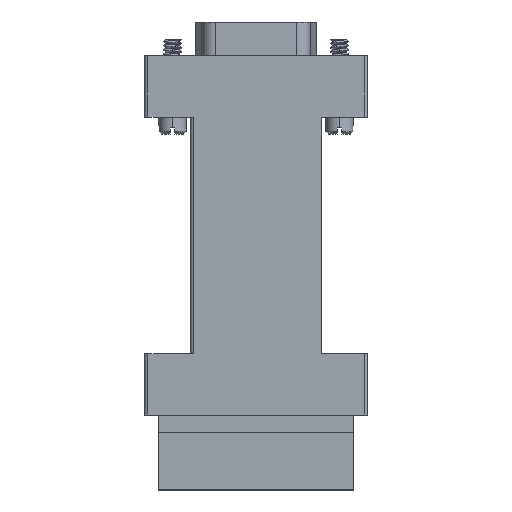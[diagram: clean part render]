
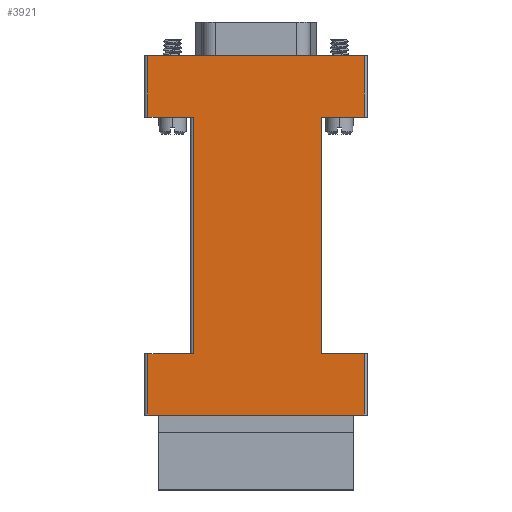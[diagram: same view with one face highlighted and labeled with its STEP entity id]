
A CAD part, top view. The second image highlights one B-rep face of the part: STEP entity #3921.
In plain terms, the highlighted planar face has unit normal (0, 0, 1).
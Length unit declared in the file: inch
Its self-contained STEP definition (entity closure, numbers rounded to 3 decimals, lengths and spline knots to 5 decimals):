
#161 = EDGE_CURVE ( 'NONE', #7591, #5191, #3586, .T. ) ;
#404 = EDGE_CURVE ( 'NONE', #14615, #5168, #11320, .T. ) ;
#604 = EDGE_CURVE ( 'NONE', #2248, #11475, #2284, .T. ) ;
#623 = VERTEX_POINT ( 'NONE', #5164 ) ;
#908 = PLANE ( 'NONE',  #1881 ) ;
#932 = LINE ( 'NONE', #11453, #9947 ) ;
#1037 = CARTESIAN_POINT ( 'NONE',  ( -0.365, -0.695, 0.32 ) ) ;
#1574 = DIRECTION ( 'NONE',  ( 0., 1., 0. ) ) ;
#1832 = ORIENTED_EDGE ( 'NONE', *, *, #3798, .T. ) ;
#1881 = AXIS2_PLACEMENT_3D ( 'NONE', #2121, #10352, #3301 ) ;
#1888 = CARTESIAN_POINT ( 'NONE',  ( 0.635, -1.055, 0.32 ) ) ;
#1893 = EDGE_CURVE ( 'NONE', #5168, #2248, #6027, .T. ) ;
#2121 = CARTESIAN_POINT ( 'NONE',  ( 0., -1.93734, 0.32 ) ) ;
#2157 = ORIENTED_EDGE ( 'NONE', *, *, #1893, .T. ) ;
#2248 = VERTEX_POINT ( 'NONE', #1888 ) ;
#2284 = LINE ( 'NONE', #14585, #8537 ) ;
#2484 = EDGE_CURVE ( 'NONE', #11584, #623, #3812, .T. ) ;
#2562 = CARTESIAN_POINT ( 'NONE',  ( 0.385, -1.93734, 0.32 ) ) ;
#2587 = EDGE_CURVE ( 'NONE', #5671, #13225, #5073, .T. ) ;
#2887 = VECTOR ( 'NONE', #6357, 39.37008 ) ;
#3176 = DIRECTION ( 'NONE',  ( 0., -1., 0. ) ) ;
#3301 = DIRECTION ( 'NONE',  ( 1., 0., 0. ) ) ;
#3339 = CARTESIAN_POINT ( 'NONE',  ( -0.635, 0.695, 0.32 ) ) ;
#3586 = LINE ( 'NONE', #9209, #6332 ) ;
#3798 = EDGE_CURVE ( 'NONE', #11584, #5671, #9125, .T. ) ;
#3812 = LINE ( 'NONE', #2562, #4188 ) ;
#3921 = ADVANCED_FACE ( 'NONE', ( #11340 ), #908, .T. ) ;
#4188 = VECTOR ( 'NONE', #10785, 39.37008 ) ;
#4321 = VECTOR ( 'NONE', #5285, 39.37008 ) ;
#4341 = EDGE_CURVE ( 'NONE', #12866, #7591, #10379, .T. ) ;
#4382 = DIRECTION ( 'NONE',  ( 1., 0., 0. ) ) ;
#4438 = CARTESIAN_POINT ( 'NONE',  ( -0.635, -0.695, 0.32 ) ) ;
#4497 = DIRECTION ( 'NONE',  ( 0., -1., 0. ) ) ;
#4531 = EDGE_CURVE ( 'NONE', #5191, #12211, #14094, .T. ) ;
#4623 = ORIENTED_EDGE ( 'NONE', *, *, #2587, .T. ) ;
#4637 = VECTOR ( 'NONE', #4497, 39.37008 ) ;
#4882 = ORIENTED_EDGE ( 'NONE', *, *, #10683, .F. ) ;
#4952 = DIRECTION ( 'NONE',  ( 1., 0., 0. ) ) ;
#5035 = CARTESIAN_POINT ( 'NONE',  ( 0.635, -1.93734, 0.32 ) ) ;
#5073 = LINE ( 'NONE', #5035, #10612 ) ;
#5162 = CARTESIAN_POINT ( 'NONE',  ( 0., 0.695, 0.32 ) ) ;
#5164 = CARTESIAN_POINT ( 'NONE',  ( 0.385, -0.695, 0.32 ) ) ;
#5168 = VERTEX_POINT ( 'NONE', #7531 ) ;
#5191 = VERTEX_POINT ( 'NONE', #8768 ) ;
#5285 = DIRECTION ( 'NONE',  ( 1., 0., 0. ) ) ;
#5559 = ORIENTED_EDGE ( 'NONE', *, *, #4341, .T. ) ;
#5630 = ORIENTED_EDGE ( 'NONE', *, *, #2484, .F. ) ;
#5671 = VERTEX_POINT ( 'NONE', #13146 ) ;
#6027 = LINE ( 'NONE', #14783, #12702 ) ;
#6051 = CARTESIAN_POINT ( 'NONE',  ( -0.365, -0.695, 0.32 ) ) ;
#6078 = CARTESIAN_POINT ( 'NONE',  ( -0.635, 1.055, 0.32 ) ) ;
#6332 = VECTOR ( 'NONE', #8033, 39.37008 ) ;
#6357 = DIRECTION ( 'NONE',  ( 1., 0., 0. ) ) ;
#6617 = ORIENTED_EDGE ( 'NONE', *, *, #4531, .T. ) ;
#7428 = DIRECTION ( 'NONE',  ( 0., -1., 0. ) ) ;
#7439 = DIRECTION ( 'NONE',  ( 0., 1., 0. ) ) ;
#7531 = CARTESIAN_POINT ( 'NONE',  ( -0.635, -1.055, 0.32 ) ) ;
#7591 = VERTEX_POINT ( 'NONE', #3339 ) ;
#7682 = DIRECTION ( 'NONE',  ( 1., 0., 0. ) ) ;
#8033 = DIRECTION ( 'NONE',  ( 1., 0., 0. ) ) ;
#8110 = ORIENTED_EDGE ( 'NONE', *, *, #11957, .F. ) ;
#8537 = VECTOR ( 'NONE', #7439, 39.37008 ) ;
#8675 = CARTESIAN_POINT ( 'NONE',  ( 0.635, -0.695, 0.32 ) ) ;
#8768 = CARTESIAN_POINT ( 'NONE',  ( -0.365, 0.695, 0.32 ) ) ;
#9125 = LINE ( 'NONE', #5162, #2887 ) ;
#9162 = ORIENTED_EDGE ( 'NONE', *, *, #161, .T. ) ;
#9209 = CARTESIAN_POINT ( 'NONE',  ( 0., 0.695, 0.32 ) ) ;
#9265 = VECTOR ( 'NONE', #4952, 39.37008 ) ;
#9947 = VECTOR ( 'NONE', #4382, 39.37008 ) ;
#10233 = ORIENTED_EDGE ( 'NONE', *, *, #13030, .F. ) ;
#10242 = CARTESIAN_POINT ( 'NONE',  ( -0.635, 0.695, 0.32 ) ) ;
#10352 = DIRECTION ( 'NONE',  ( 0., 0., 1. ) ) ;
#10379 = LINE ( 'NONE', #10242, #10755 ) ;
#10504 = CARTESIAN_POINT ( 'NONE',  ( 0.635, 1.055, 0.32 ) ) ;
#10612 = VECTOR ( 'NONE', #1574, 39.37008 ) ;
#10683 = EDGE_CURVE ( 'NONE', #12866, #13225, #13377, .T. ) ;
#10755 = VECTOR ( 'NONE', #3176, 39.37008 ) ;
#10785 = DIRECTION ( 'NONE',  ( 0., -1., 0. ) ) ;
#10935 = CARTESIAN_POINT ( 'NONE',  ( -0.635, -1.055, 0.32 ) ) ;
#11168 = CARTESIAN_POINT ( 'NONE',  ( 0.385, 0.695, 0.32 ) ) ;
#11320 = LINE ( 'NONE', #10935, #14111 ) ;
#11340 = FACE_OUTER_BOUND ( 'NONE', #13532, .T. ) ;
#11453 = CARTESIAN_POINT ( 'NONE',  ( 0., -0.695, 0.32 ) ) ;
#11475 = VERTEX_POINT ( 'NONE', #8675 ) ;
#11584 = VERTEX_POINT ( 'NONE', #11168 ) ;
#11817 = ORIENTED_EDGE ( 'NONE', *, *, #604, .T. ) ;
#11957 = EDGE_CURVE ( 'NONE', #14615, #12211, #12432, .T. ) ;
#12211 = VERTEX_POINT ( 'NONE', #6051 ) ;
#12373 = CARTESIAN_POINT ( 'NONE',  ( 0., 1.055, 0.32 ) ) ;
#12432 = LINE ( 'NONE', #14430, #9265 ) ;
#12702 = VECTOR ( 'NONE', #7682, 39.37008 ) ;
#12866 = VERTEX_POINT ( 'NONE', #6078 ) ;
#13030 = EDGE_CURVE ( 'NONE', #623, #11475, #932, .T. ) ;
#13146 = CARTESIAN_POINT ( 'NONE',  ( 0.635, 0.695, 0.32 ) ) ;
#13225 = VERTEX_POINT ( 'NONE', #10504 ) ;
#13377 = LINE ( 'NONE', #12373, #4321 ) ;
#13532 = EDGE_LOOP ( 'NONE', ( #8110, #15131, #2157, #11817, #10233, #5630, #1832, #4623, #4882, #5559, #9162, #6617 ) ) ;
#14094 = LINE ( 'NONE', #1037, #4637 ) ;
#14111 = VECTOR ( 'NONE', #7428, 39.37008 ) ;
#14430 = CARTESIAN_POINT ( 'NONE',  ( 0., -0.695, 0.32 ) ) ;
#14585 = CARTESIAN_POINT ( 'NONE',  ( 0.635, -1.93734, 0.32 ) ) ;
#14615 = VERTEX_POINT ( 'NONE', #4438 ) ;
#14783 = CARTESIAN_POINT ( 'NONE',  ( 0., -1.055, 0.32 ) ) ;
#15131 = ORIENTED_EDGE ( 'NONE', *, *, #404, .T. ) ;
